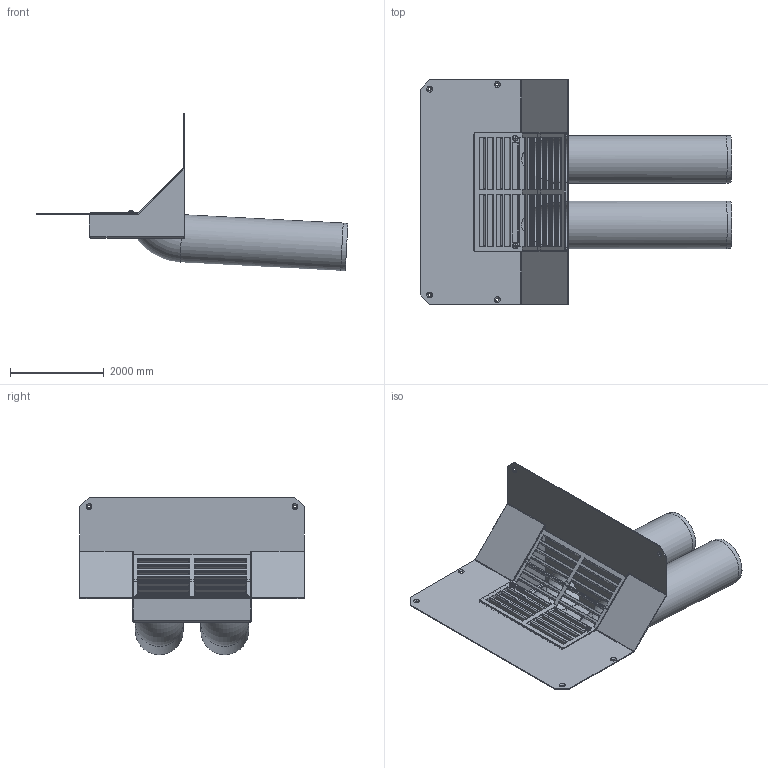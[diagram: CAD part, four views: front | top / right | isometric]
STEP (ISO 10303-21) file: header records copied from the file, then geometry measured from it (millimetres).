
FILE_DESCRIPTION(/* description */ (''),/* implementation_level */ '2;1');
FILE_NAME(/* name */ '13207.100X_3D.stp',/* time_stamp */ '2024-12-11T14:43:34+01:00',/* author */ ('CAD'),/* organization */ (''),/* preprocessor_version */ 'ST-DEVELOPER v20',/* originating_system */ 'AutoCAD Mechanical',/* authorisation */ '');
FILE_SCHEMA (('AUTOMOTIVE_DESIGN { 1 0 10303 214 3 1 1 }'));
Length unit declared in the file: centimetre
Products named in the file (3): Product; 13202.000XC; *S1
Assembly tree (2 placements, depth 2):
  Product
    13202.000XC
    *S1
Bounding box: 6662.91 x 4800 x 3366.45 mm (x, y, z)
Volume: 1144296097.4 mm3; surface area: 117638563.6 mm2
Topology: 13 solids, 13 shells, 594 faces, 1574 edges, 1002 vertices
Faces by surface type: plane 472, cylinder 98, cone 14, bspline 4, torus 4, sphere 2
Full cylindrical faces by diameter (mm): 48 x2, 55 x2, 65 x2, 90 x2, 108 x2, 120 x2, 980 x2, 1020 x2
Entity records: 18706 total; most frequent: CARTESIAN_POINT 3649, ORIENTED_EDGE 3136, DIRECTION 2988, EDGE_CURVE 1568, LINE 1274, VECTOR 1274, VERTEX_POINT 994, AXIS2_PLACEMENT_3D 857
